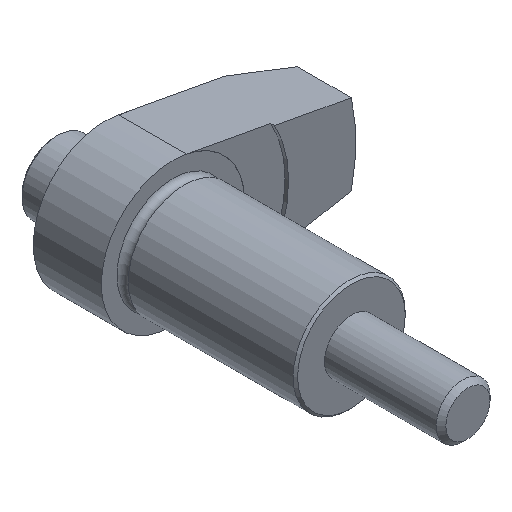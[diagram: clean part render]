
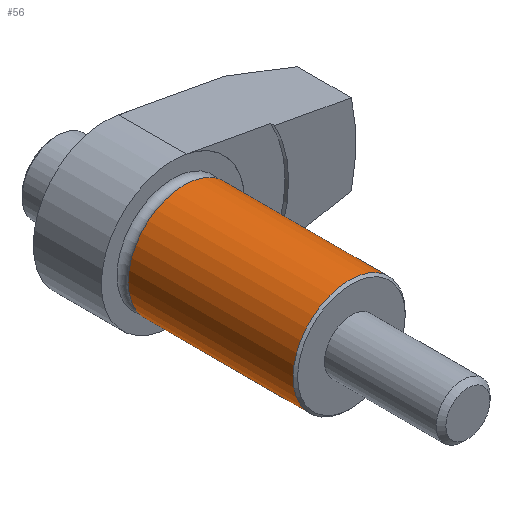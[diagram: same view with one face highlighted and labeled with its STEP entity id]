
A CAD part, isometric view. The second image highlights one B-rep face of the part: STEP entity #56.
In plain terms, the highlighted cylindrical face has radius 12.5 mm (diameter 25 mm), a full revolution.
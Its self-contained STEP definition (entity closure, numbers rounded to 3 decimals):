
#56 = ADVANCED_FACE( '', ( #135, #136 ), #137, .T. );
#135 = FACE_OUTER_BOUND( '', #247, .T. );
#136 = FACE_OUTER_BOUND( '', #248, .T. );
#137 = CYLINDRICAL_SURFACE( '', #249, 12.5 );
#247 = EDGE_LOOP( '', ( #355 ) );
#248 = EDGE_LOOP( '', ( #356 ) );
#249 = AXIS2_PLACEMENT_3D( '', #357, #358, #359 );
#355 = ORIENTED_EDGE( '', *, *, #578, .F. );
#356 = ORIENTED_EDGE( '', *, *, #579, .T. );
#357 = CARTESIAN_POINT( '', ( 0., 27., 0. ) );
#358 = DIRECTION( '', ( 0., -1., 0. ) );
#359 = DIRECTION( '', ( 0., 0., 1. ) );
#578 = EDGE_CURVE( '', #663, #663, #664, .T. );
#579 = EDGE_CURVE( '', #665, #665, #666, .T. );
#663 = VERTEX_POINT( '', #786 );
#664 = CIRCLE( '', #787, 12.5 );
#665 = VERTEX_POINT( '', #788 );
#666 = CIRCLE( '', #789, 12.5 );
#786 = CARTESIAN_POINT( '', ( 0., -1.7, 12.5 ) );
#787 = AXIS2_PLACEMENT_3D( '', #949, #950, #951 );
#788 = CARTESIAN_POINT( '', ( 0., -38.5, 12.5 ) );
#789 = AXIS2_PLACEMENT_3D( '', #952, #953, #954 );
#949 = CARTESIAN_POINT( '', ( 0., -1.7, 0. ) );
#950 = DIRECTION( '', ( 0., 1., 0. ) );
#951 = DIRECTION( '', ( 0., 0., 1. ) );
#952 = CARTESIAN_POINT( '', ( 0., -38.5, 0. ) );
#953 = DIRECTION( '', ( 0., 1., 0. ) );
#954 = DIRECTION( '', ( 0., 0., 1. ) );
